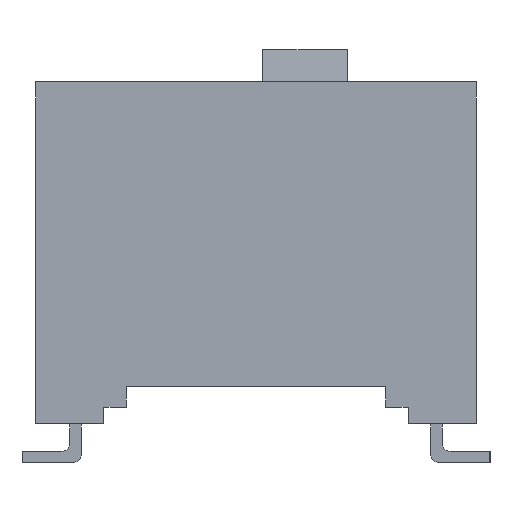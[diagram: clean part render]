
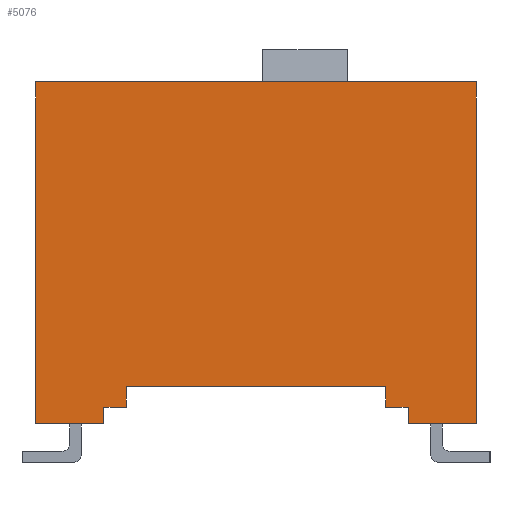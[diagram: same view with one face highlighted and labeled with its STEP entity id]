
A CAD part, left-side view. The second image highlights one B-rep face of the part: STEP entity #5076.
In plain terms, the highlighted planar face has unit normal (-1, 0, 0).
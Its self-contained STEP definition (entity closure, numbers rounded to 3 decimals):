
#651=ORIENTED_EDGE('',*,*,#1503,.T.);
#652=ORIENTED_EDGE('',*,*,#1504,.T.);
#653=ORIENTED_EDGE('',*,*,#1498,.T.);
#654=ORIENTED_EDGE('',*,*,#1505,.T.);
#655=ORIENTED_EDGE('',*,*,#1506,.F.);
#656=ORIENTED_EDGE('',*,*,#1507,.F.);
#657=ORIENTED_EDGE('',*,*,#1508,.T.);
#658=ORIENTED_EDGE('',*,*,#1509,.T.);
#659=ORIENTED_EDGE('',*,*,#1510,.T.);
#660=ORIENTED_EDGE('',*,*,#1511,.T.);
#661=ORIENTED_EDGE('',*,*,#1512,.T.);
#662=ORIENTED_EDGE('',*,*,#1513,.T.);
#1498=EDGE_CURVE('',#1908,#1910,#2310,.T.);
#1503=EDGE_CURVE('',#1915,#1916,#2315,.T.);
#1504=EDGE_CURVE('',#1916,#1908,#2316,.T.);
#1505=EDGE_CURVE('',#1910,#1917,#2317,.T.);
#1506=EDGE_CURVE('',#1918,#1917,#2318,.T.);
#1507=EDGE_CURVE('',#1919,#1918,#2319,.T.);
#1508=EDGE_CURVE('',#1919,#1920,#2320,.T.);
#1509=EDGE_CURVE('',#1920,#1921,#2321,.T.);
#1510=EDGE_CURVE('',#1921,#1922,#2322,.T.);
#1511=EDGE_CURVE('',#1922,#1923,#2323,.T.);
#1512=EDGE_CURVE('',#1923,#1924,#2324,.T.);
#1513=EDGE_CURVE('',#1924,#1915,#2325,.T.);
#1908=VERTEX_POINT('',#7109);
#1910=VERTEX_POINT('',#7113);
#1915=VERTEX_POINT('',#7125);
#1916=VERTEX_POINT('',#7126);
#1917=VERTEX_POINT('',#7129);
#1918=VERTEX_POINT('',#7131);
#1919=VERTEX_POINT('',#7133);
#1920=VERTEX_POINT('',#7135);
#1921=VERTEX_POINT('',#7137);
#1922=VERTEX_POINT('',#7139);
#1923=VERTEX_POINT('',#7141);
#1924=VERTEX_POINT('',#7143);
#2310=LINE('',#7114,#2770);
#2315=LINE('',#7124,#2775);
#2316=LINE('',#7127,#2776);
#2317=LINE('',#7128,#2777);
#2318=LINE('',#7130,#2778);
#2319=LINE('',#7132,#2779);
#2320=LINE('',#7134,#2780);
#2321=LINE('',#7136,#2781);
#2322=LINE('',#7138,#2782);
#2323=LINE('',#7140,#2783);
#2324=LINE('',#7142,#2784);
#2325=LINE('',#7144,#2785);
#2770=VECTOR('',#6046,1000.);
#2775=VECTOR('',#6053,1000.);
#2776=VECTOR('',#6054,1000.);
#2777=VECTOR('',#6055,1000.);
#2778=VECTOR('',#6056,1000.);
#2779=VECTOR('',#6057,1000.);
#2780=VECTOR('',#6058,1000.);
#2781=VECTOR('',#6059,1000.);
#2782=VECTOR('',#6060,1000.);
#2783=VECTOR('',#6061,1000.);
#2784=VECTOR('',#6062,1000.);
#2785=VECTOR('',#6063,1000.);
#3054=EDGE_LOOP('',(#651,#652,#653,#654,#655,#656,#657,#658,#659,#660,#661,
#662));
#3276=FACE_BOUND('',#3054,.T.);
#3490=PLANE('',#5339);
#5076=ADVANCED_FACE('',(#3276),#3490,.T.);
#5339=AXIS2_PLACEMENT_3D('',#7123,#6051,#6052);
#6046=DIRECTION('',(0.,-1.,0.));
#6051=DIRECTION('',(-1.,0.,0.));
#6052=DIRECTION('',(0.,0.,1.));
#6053=DIRECTION('',(0.,-1.,0.));
#6054=DIRECTION('',(0.,0.,-1.));
#6055=DIRECTION('',(0.,0.,1.));
#6056=DIRECTION('',(0.,-1.,0.));
#6057=DIRECTION('',(0.,0.,1.));
#6058=DIRECTION('',(0.,-1.,0.));
#6059=DIRECTION('',(0.,0.,1.));
#6060=DIRECTION('',(0.,-1.,0.));
#6061=DIRECTION('',(0.,0.,1.));
#6062=DIRECTION('',(0.,-1.,0.));
#6063=DIRECTION('',(0.,0.,-1.));
#7109=CARTESIAN_POINT('',(-11.25,-3.379,-7.6));
#7113=CARTESIAN_POINT('',(-11.25,-4.89,-7.6));
#7114=CARTESIAN_POINT('',(-11.25,4.89,-7.6));
#7123=CARTESIAN_POINT('',(-11.25,4.89,-7.6));
#7124=CARTESIAN_POINT('',(-11.25,-3.379,-7.228));
#7125=CARTESIAN_POINT('',(-11.25,-2.887,-7.228));
#7126=CARTESIAN_POINT('',(-11.25,-3.379,-7.228));
#7127=CARTESIAN_POINT('',(-11.25,-3.379,-7.6));
#7128=CARTESIAN_POINT('',(-11.25,-4.89,-7.6));
#7129=CARTESIAN_POINT('',(-11.25,-4.89,0.));
#7130=CARTESIAN_POINT('',(-11.25,4.89,0.));
#7131=CARTESIAN_POINT('',(-11.25,4.89,0.));
#7132=CARTESIAN_POINT('',(-11.25,4.89,-7.6));
#7133=CARTESIAN_POINT('',(-11.25,4.89,-7.6));
#7134=CARTESIAN_POINT('',(-11.25,4.89,-7.6));
#7135=CARTESIAN_POINT('',(-11.25,3.379,-7.6));
#7136=CARTESIAN_POINT('',(-11.25,3.379,-7.6));
#7137=CARTESIAN_POINT('',(-11.25,3.379,-7.228));
#7138=CARTESIAN_POINT('',(-11.25,3.379,-7.228));
#7139=CARTESIAN_POINT('',(-11.25,2.887,-7.228));
#7140=CARTESIAN_POINT('',(-11.25,2.887,-7.228));
#7141=CARTESIAN_POINT('',(-11.25,2.887,-6.771));
#7142=CARTESIAN_POINT('',(-11.25,-2.887,-6.771));
#7143=CARTESIAN_POINT('',(-11.25,-2.887,-6.771));
#7144=CARTESIAN_POINT('',(-11.25,-2.887,-7.228));
